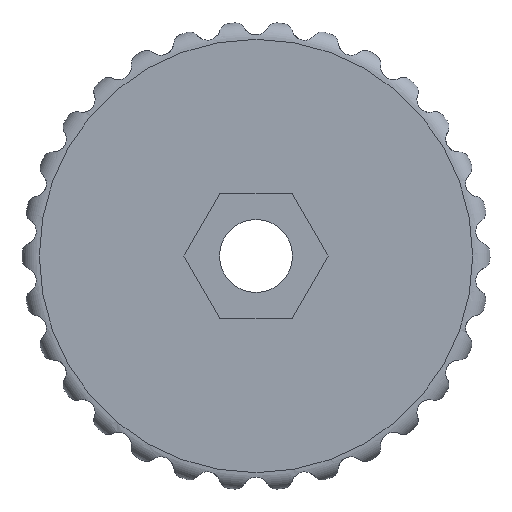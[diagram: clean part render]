
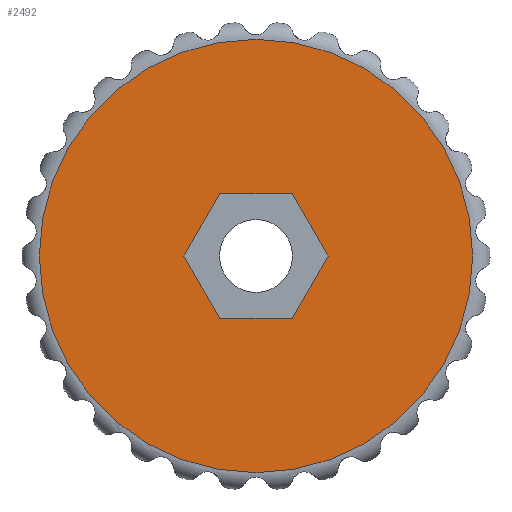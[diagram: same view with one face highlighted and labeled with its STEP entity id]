
A CAD part, front view. The second image highlights one B-rep face of the part: STEP entity #2492.
In plain terms, the highlighted planar face has unit normal (0, -1, 0).
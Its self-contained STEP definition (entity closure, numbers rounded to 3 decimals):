
#322=FACE_BOUND('',#654,.T.);
#339=CIRCLE('',#2535,12.5);
#519=FACE_OUTER_BOUND('',#653,.T.);
#653=EDGE_LOOP('',(#2342));
#654=EDGE_LOOP('',(#2343,#2344,#2345,#2346,#2347,#2348));
#656=LINE('',#3247,#795);
#660=LINE('',#3255,#799);
#663=LINE('',#3261,#802);
#666=LINE('',#3267,#805);
#669=LINE('',#3273,#808);
#672=LINE('',#3278,#811);
#795=VECTOR('',#2710,10.);
#799=VECTOR('',#2716,10.);
#802=VECTOR('',#2721,10.);
#805=VECTOR('',#2726,10.);
#808=VECTOR('',#2731,10.);
#811=VECTOR('',#2736,10.);
#934=VERTEX_POINT('',#3245);
#935=VERTEX_POINT('',#3246);
#938=VERTEX_POINT('',#3254);
#940=VERTEX_POINT('',#3260);
#942=VERTEX_POINT('',#3266);
#944=VERTEX_POINT('',#3272);
#1010=VERTEX_POINT('',#3934);
#1192=EDGE_CURVE('',#934,#935,#656,.T.);
#1196=EDGE_CURVE('',#938,#934,#660,.T.);
#1199=EDGE_CURVE('',#940,#938,#663,.T.);
#1202=EDGE_CURVE('',#942,#940,#666,.T.);
#1205=EDGE_CURVE('',#944,#942,#669,.T.);
#1208=EDGE_CURVE('',#935,#944,#672,.T.);
#1277=EDGE_CURVE('',#1010,#1010,#339,.T.);
#2342=ORIENTED_EDGE('',*,*,#1277,.F.);
#2343=ORIENTED_EDGE('',*,*,#1192,.T.);
#2344=ORIENTED_EDGE('',*,*,#1208,.T.);
#2345=ORIENTED_EDGE('',*,*,#1205,.T.);
#2346=ORIENTED_EDGE('',*,*,#1202,.T.);
#2347=ORIENTED_EDGE('',*,*,#1199,.T.);
#2348=ORIENTED_EDGE('',*,*,#1196,.T.);
#2361=PLANE('',#2704);
#2492=ADVANCED_FACE('',(#519,#322),#2361,.F.);
#2535=AXIS2_PLACEMENT_3D('',#3936,#2784,#2785);
#2704=AXIS2_PLACEMENT_3D('',#6028,#3238,#3239);
#2710=DIRECTION('',(0.5,0.,0.866));
#2716=DIRECTION('',(-0.5,0.,0.866));
#2721=DIRECTION('',(-1.,0.,0.));
#2726=DIRECTION('',(-0.5,0.,-0.866));
#2731=DIRECTION('',(0.5,0.,-0.866));
#2736=DIRECTION('',(1.,0.,0.));
#2784=DIRECTION('center_axis',(0.,1.,0.));
#2785=DIRECTION('ref_axis',(1.,0.,0.));
#3238=DIRECTION('center_axis',(0.,1.,0.));
#3239=DIRECTION('ref_axis',(1.,0.,0.));
#3245=CARTESIAN_POINT('',(-4.157,0.,0.));
#3246=CARTESIAN_POINT('',(-2.078,0.,3.6));
#3247=CARTESIAN_POINT('',(-3.637,0.,0.9));
#3254=CARTESIAN_POINT('',(-2.078,0.,-3.6));
#3255=CARTESIAN_POINT('',(-2.598,0.,-2.7));
#3260=CARTESIAN_POINT('',(2.078,0.,-3.6));
#3261=CARTESIAN_POINT('',(1.039,0.,-3.6));
#3266=CARTESIAN_POINT('',(4.157,0.,0.));
#3267=CARTESIAN_POINT('',(3.637,0.,-0.9));
#3272=CARTESIAN_POINT('',(2.078,0.,3.6));
#3273=CARTESIAN_POINT('',(2.598,0.,2.7));
#3278=CARTESIAN_POINT('',(-1.039,0.,3.6));
#3934=CARTESIAN_POINT('',(0.,0.,-12.5));
#3936=CARTESIAN_POINT('Origin',(0.,0.,0.));
#6028=CARTESIAN_POINT('Origin',(0.,0.,0.));
